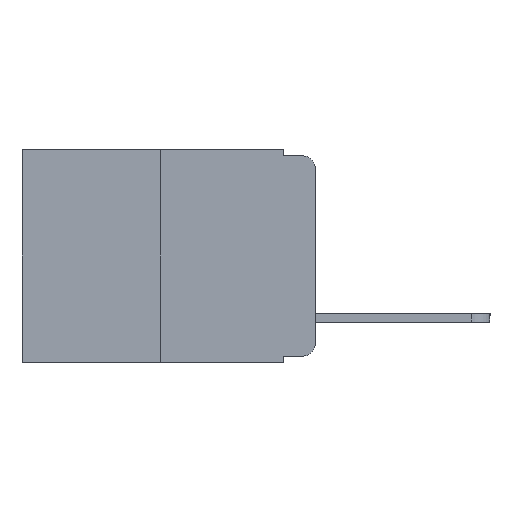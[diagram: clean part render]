
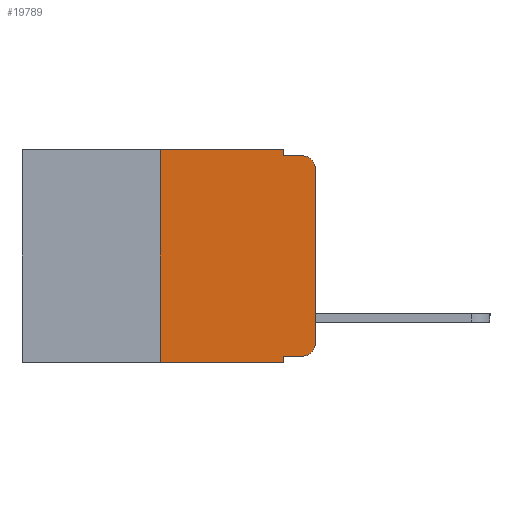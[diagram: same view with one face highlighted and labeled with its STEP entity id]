
A CAD part, left-side view. The second image highlights one B-rep face of the part: STEP entity #19789.
In plain terms, the highlighted planar face has unit normal (-1, 0, 0).
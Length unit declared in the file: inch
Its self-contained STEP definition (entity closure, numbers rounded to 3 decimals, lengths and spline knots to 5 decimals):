
#146 = CARTESIAN_POINT ( 'NONE',  ( 0., 0., -0.313 ) ) ;
#627 = EDGE_CURVE ( 'NONE', #7458, #14579, #9068, .T. ) ;
#744 = DIRECTION ( 'NONE',  ( 0., 0., 1. ) ) ;
#807 = ORIENTED_EDGE ( 'NONE', *, *, #3976, .T. ) ;
#1147 = ORIENTED_EDGE ( 'NONE', *, *, #3948, .T. ) ;
#2014 = DIRECTION ( 'NONE',  ( 0., 0., -1. ) ) ;
#2334 = ORIENTED_EDGE ( 'NONE', *, *, #3747, .T. ) ;
#2447 = DIRECTION ( 'NONE',  ( -1., 0., 0. ) ) ;
#2476 = VECTOR ( 'NONE', #20343, 39.37008 ) ;
#2640 = VECTOR ( 'NONE', #9903, 39.37008 ) ;
#3055 = LINE ( 'NONE', #18211, #2476 ) ;
#3245 = DIRECTION ( 'NONE',  ( 0., 0., -1. ) ) ;
#3274 = CARTESIAN_POINT ( 'NONE',  ( 0., 0.051, 0. ) ) ;
#3747 = EDGE_CURVE ( 'NONE', #14579, #6169, #21475, .T. ) ;
#3810 = EDGE_CURVE ( 'NONE', #5810, #6169, #11884, .T. ) ;
#3876 = EDGE_CURVE ( 'NONE', #14324, #5810, #10834, .T. ) ;
#3885 = EDGE_CURVE ( 'NONE', #18372, #12441, #19400, .T. ) ;
#3915 = EDGE_CURVE ( 'NONE', #7080, #18819, #14380, .T. ) ;
#3948 = EDGE_CURVE ( 'NONE', #7080, #19085, #22206, .T. ) ;
#3976 = EDGE_CURVE ( 'NONE', #19085, #7458, #4022, .T. ) ;
#4022 = CIRCLE ( 'NONE', #14900, 0.02 ) ;
#4153 = CARTESIAN_POINT ( 'NONE',  ( 0., 0.473, 0. ) ) ;
#5038 = CARTESIAN_POINT ( 'NONE',  ( 0., 0.02, -0.333 ) ) ;
#5158 = ORIENTED_EDGE ( 'NONE', *, *, #3915, .F. ) ;
#5810 = VERTEX_POINT ( 'NONE', #12286 ) ;
#5899 = DIRECTION ( 'NONE',  ( 0., -1., 0. ) ) ;
#6094 = CARTESIAN_POINT ( 'NONE',  ( 0., 0.02, -0.03 ) ) ;
#6167 = CARTESIAN_POINT ( 'NONE',  ( 0., 0.051, 0. ) ) ;
#6169 = VERTEX_POINT ( 'NONE', #11181 ) ;
#6231 = VECTOR ( 'NONE', #10862, 39.37008 ) ;
#6810 = LINE ( 'NONE', #4153, #10354 ) ;
#7080 = VERTEX_POINT ( 'NONE', #7665 ) ;
#7249 = CARTESIAN_POINT ( 'NONE',  ( 0., 0.02, -0.313 ) ) ;
#7363 = EDGE_CURVE ( 'NONE', #18372, #18819, #3055, .T. ) ;
#7389 = CARTESIAN_POINT ( 'NONE',  ( 0., 0.051, -0.01 ) ) ;
#7458 = VERTEX_POINT ( 'NONE', #146 ) ;
#7563 = ORIENTED_EDGE ( 'NONE', *, *, #3885, .F. ) ;
#7665 = CARTESIAN_POINT ( 'NONE',  ( 0., 0.051, -0.333 ) ) ;
#7870 = CARTESIAN_POINT ( 'NONE',  ( 0., 0., -0.03 ) ) ;
#8672 = DIRECTION ( 'NONE',  ( 1., 0., 0. ) ) ;
#9046 = AXIS2_PLACEMENT_3D ( 'NONE', #6094, #2447, #11894 ) ;
#9068 = LINE ( 'NONE', #15094, #21578 ) ;
#9903 = DIRECTION ( 'NONE',  ( 0., -1., 0. ) ) ;
#9995 = CARTESIAN_POINT ( 'NONE',  ( 0., 0.25, 0. ) ) ;
#10354 = VECTOR ( 'NONE', #5899, 39.37008 ) ;
#10834 = LINE ( 'NONE', #3274, #14966 ) ;
#10837 = DIRECTION ( 'NONE',  ( 0., -1., 0. ) ) ;
#10862 = DIRECTION ( 'NONE',  ( 0., 0., 1. ) ) ;
#11181 = CARTESIAN_POINT ( 'NONE',  ( 0., 0.02, -0.01 ) ) ;
#11874 = CARTESIAN_POINT ( 'NONE',  ( 0., 0.051, 0. ) ) ;
#11884 = LINE ( 'NONE', #7389, #2640 ) ;
#11894 = DIRECTION ( 'NONE',  ( 0., 0., -1. ) ) ;
#12286 = CARTESIAN_POINT ( 'NONE',  ( 0., 0.051, -0.01 ) ) ;
#12441 = VERTEX_POINT ( 'NONE', #16671 ) ;
#13291 = ORIENTED_EDGE ( 'NONE', *, *, #3876, .F. ) ;
#13815 = CARTESIAN_POINT ( 'NONE',  ( 0., 0.473, 0. ) ) ;
#13953 = CARTESIAN_POINT ( 'NONE',  ( 0., 0.25, -0.343 ) ) ;
#14324 = VERTEX_POINT ( 'NONE', #11874 ) ;
#14380 = LINE ( 'NONE', #6167, #18422 ) ;
#14579 = VERTEX_POINT ( 'NONE', #7870 ) ;
#14900 = AXIS2_PLACEMENT_3D ( 'NONE', #7249, #16294, #20404 ) ;
#14966 = VECTOR ( 'NONE', #3245, 39.37008 ) ;
#15094 = CARTESIAN_POINT ( 'NONE',  ( 0., 0., 0. ) ) ;
#15329 = AXIS2_PLACEMENT_3D ( 'NONE', #13815, #8672, #20598 ) ;
#15579 = ORIENTED_EDGE ( 'NONE', *, *, #627, .T. ) ;
#15864 = EDGE_CURVE ( 'NONE', #12441, #14324, #6810, .T. ) ;
#16294 = DIRECTION ( 'NONE',  ( -1., 0., 0. ) ) ;
#16671 = CARTESIAN_POINT ( 'NONE',  ( 0., 0.25, 0. ) ) ;
#16673 = CARTESIAN_POINT ( 'NONE',  ( 0., 0.051, -0.343 ) ) ;
#16904 = ORIENTED_EDGE ( 'NONE', *, *, #3810, .F. ) ;
#17518 = FACE_OUTER_BOUND ( 'NONE', #18026, .T. ) ;
#17914 = ORIENTED_EDGE ( 'NONE', *, *, #7363, .T. ) ;
#18026 = EDGE_LOOP ( 'NONE', ( #15579, #2334, #16904, #13291, #20687, #7563, #17914, #5158, #1147, #807 ) ) ;
#18211 = CARTESIAN_POINT ( 'NONE',  ( 0., 0.473, -0.343 ) ) ;
#18372 = VERTEX_POINT ( 'NONE', #13953 ) ;
#18422 = VECTOR ( 'NONE', #2014, 39.37008 ) ;
#18819 = VERTEX_POINT ( 'NONE', #16673 ) ;
#18973 = PLANE ( 'NONE',  #15329 ) ;
#19085 = VERTEX_POINT ( 'NONE', #5038 ) ;
#19400 = LINE ( 'NONE', #9995, #6231 ) ;
#19564 = CARTESIAN_POINT ( 'NONE',  ( 0., 0.051, -0.333 ) ) ;
#19789 = ADVANCED_FACE ( 'NONE', ( #17518 ), #18973, .F. ) ;
#20343 = DIRECTION ( 'NONE',  ( 0., -1., 0. ) ) ;
#20404 = DIRECTION ( 'NONE',  ( 0., 0., -1. ) ) ;
#20598 = DIRECTION ( 'NONE',  ( 0., 0., -1. ) ) ;
#20687 = ORIENTED_EDGE ( 'NONE', *, *, #15864, .F. ) ;
#21475 = CIRCLE ( 'NONE', #9046, 0.02 ) ;
#21578 = VECTOR ( 'NONE', #744, 39.37008 ) ;
#21714 = VECTOR ( 'NONE', #10837, 39.37008 ) ;
#22206 = LINE ( 'NONE', #19564, #21714 ) ;
